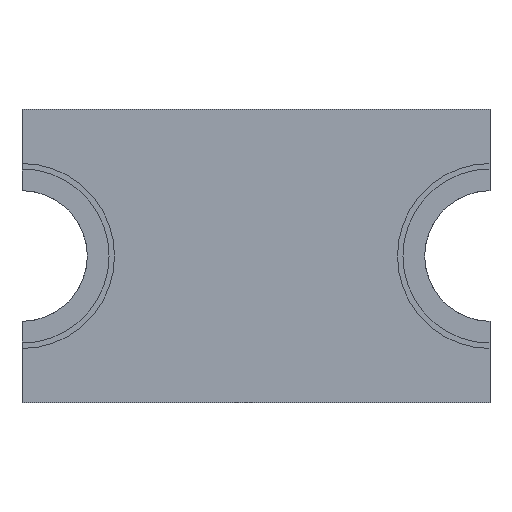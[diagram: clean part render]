
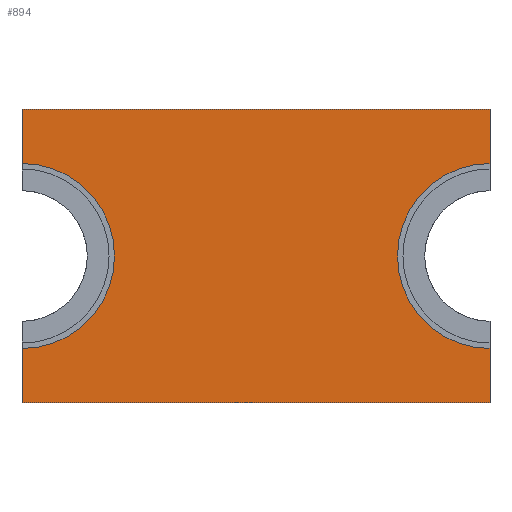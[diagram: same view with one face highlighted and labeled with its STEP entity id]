
A CAD part, front view. The second image highlights one B-rep face of the part: STEP entity #894.
In plain terms, the highlighted planar face has unit normal (0, -1, 0).
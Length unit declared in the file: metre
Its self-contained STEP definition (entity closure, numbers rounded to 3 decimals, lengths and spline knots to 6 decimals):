
#38=LINE('',#1463,#144);
#62=LINE('',#1522,#168);
#83=LINE('',#1579,#189);
#89=LINE('',#1589,#195);
#94=LINE('',#1597,#200);
#98=LINE('',#1603,#204);
#144=VECTOR('',#1208,1.);
#168=VECTOR('',#1254,1.);
#189=VECTOR('',#1307,1.);
#195=VECTOR('',#1315,1.);
#200=VECTOR('',#1322,1.);
#204=VECTOR('',#1328,1.);
#357=ORIENTED_EDGE('',*,*,#576,.F.);
#358=ORIENTED_EDGE('',*,*,#577,.F.);
#359=ORIENTED_EDGE('',*,*,#532,.F.);
#360=ORIENTED_EDGE('',*,*,#561,.F.);
#361=ORIENTED_EDGE('',*,*,#567,.F.);
#362=ORIENTED_EDGE('',*,*,#578,.F.);
#363=ORIENTED_EDGE('',*,*,#504,.F.);
#364=ORIENTED_EDGE('',*,*,#572,.F.);
#504=EDGE_CURVE('',#630,#631,#38,.T.);
#532=EDGE_CURVE('',#654,#655,#62,.T.);
#561=EDGE_CURVE('',#674,#654,#83,.T.);
#567=EDGE_CURVE('',#677,#674,#89,.T.);
#572=EDGE_CURVE('',#679,#630,#94,.T.);
#576=EDGE_CURVE('',#680,#679,#98,.T.);
#577=EDGE_CURVE('',#655,#680,#707,.T.);
#578=EDGE_CURVE('',#631,#677,#708,.T.);
#630=VERTEX_POINT('',#1462);
#631=VERTEX_POINT('',#1464);
#654=VERTEX_POINT('',#1521);
#655=VERTEX_POINT('',#1523);
#674=VERTEX_POINT('',#1578);
#677=VERTEX_POINT('',#1588);
#679=VERTEX_POINT('',#1596);
#680=VERTEX_POINT('',#1602);
#707=CIRCLE('',#1149,0.000425);
#708=CIRCLE('',#1150,0.000425);
#734=EDGE_LOOP('',(#357,#358,#359,#360,#361,#362,#363,#364));
#780=FACE_BOUND('',#734,.T.);
#825=PLANE('',#1148);
#894=ADVANCED_FACE('',(#780),#825,.F.);
#1148=AXIS2_PLACEMENT_3D('',#1604,#1329,#1330);
#1149=AXIS2_PLACEMENT_3D('',#1605,#1331,#1332);
#1150=AXIS2_PLACEMENT_3D('',#1606,#1333,#1334);
#1208=DIRECTION('',(0.,0.,1.));
#1254=DIRECTION('',(0.,0.,-1.));
#1307=DIRECTION('',(1.,0.,0.));
#1315=DIRECTION('',(0.,0.,1.));
#1322=DIRECTION('',(-1.,0.,0.));
#1328=DIRECTION('',(0.,0.,-1.));
#1329=DIRECTION('',(0.,1.,0.));
#1330=DIRECTION('',(0.,0.,1.));
#1331=DIRECTION('',(0.,-1.,0.));
#1332=DIRECTION('',(0.,0.,-1.));
#1333=DIRECTION('',(0.,-1.,0.));
#1334=DIRECTION('',(0.,0.,-1.));
#1462=CARTESIAN_POINT('',(-0.001075,0.,-0.000675));
#1463=CARTESIAN_POINT('',(-0.001075,0.,-0.000675));
#1464=CARTESIAN_POINT('',(-0.001075,0.,-0.000425));
#1521=CARTESIAN_POINT('',(0.001075,0.,0.000675));
#1522=CARTESIAN_POINT('',(0.001075,0.,0.000675));
#1523=CARTESIAN_POINT('',(0.001075,0.,0.000425));
#1578=CARTESIAN_POINT('',(-0.001075,0.,0.000675));
#1579=CARTESIAN_POINT('',(-0.001075,0.,0.000675));
#1588=CARTESIAN_POINT('',(-0.001075,0.,0.000425));
#1589=CARTESIAN_POINT('',(-0.001075,0.,-0.000675));
#1596=CARTESIAN_POINT('',(0.001075,0.,-0.000675));
#1597=CARTESIAN_POINT('',(0.001075,0.,-0.000675));
#1602=CARTESIAN_POINT('',(0.001075,0.,-0.000425));
#1603=CARTESIAN_POINT('',(0.001075,0.,0.000675));
#1604=CARTESIAN_POINT('',(0.,0.,0.));
#1605=CARTESIAN_POINT('',(0.001075,0.,0.));
#1606=CARTESIAN_POINT('',(-0.001075,0.,0.));
